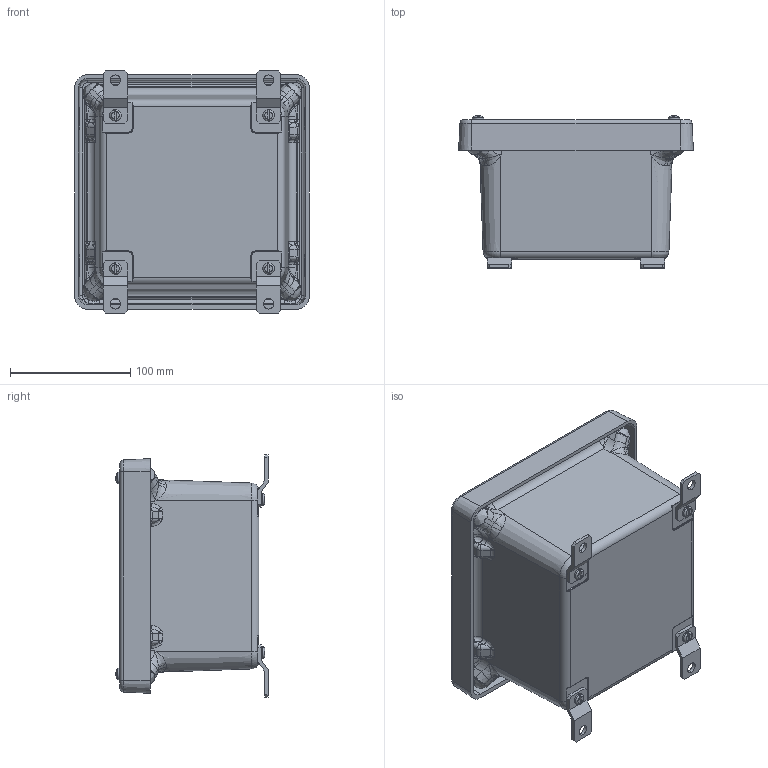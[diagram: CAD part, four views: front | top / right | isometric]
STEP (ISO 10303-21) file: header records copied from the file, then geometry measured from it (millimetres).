
FILE_DESCRIPTION (( 'STEP AP203' ), '1' );
FILE_NAME ('AM664.step', '2014-04-08T12:00:06', ( '' ), ( '' ), 'SwSTEP 2.0', 'SolidWorks 2014', '' );
FILE_SCHEMA (( 'CONFIG_CONTROL_DESIGN' ));
Length unit declared in the file: inch
Products named in the file (9): 70-60820-1; 55-1032516_PreviewCfg; AM664; 648026_PART; 688 D-40021_Thru hole cover; 55-1032342_PreviewCfg; 55-1032716_SL-PHMS 0.19-32x0.3125x0.3125-N; WFOOT; 70-006ORING
Assembly tree (23 placements, depth 2):
  AM664
    648026_PART
    688 D-40021_Thru hole cover
    55-1032342_PreviewCfg  x4
    55-1032716_SL-PHMS 0.19-32x0.3125x0.3125-N  x4
    WFOOT  x4
    70-006ORING  x4
    70-60820-1
    55-1032516_PreviewCfg  x4
Bounding box: 195.28 x 126.72 x 201.93 mm (x, y, z)
Volume: 621600.4 mm3; surface area: 351060.9 mm2
Topology: 23 solids, 23 shells, 1642 faces, 4005 edges, 2412 vertices
Faces by surface type: cylinder 492, plane 386, bspline 316, cone 290, torus 150, sphere 8
Entity records: 42558 total; most frequent: CARTESIAN_POINT 17759, ORIENTED_EDGE 5294, DIRECTION 4567, EDGE_CURVE 2647, AXIS2_PLACEMENT_3D 1844, VERTEX_POINT 1578, EDGE_LOOP 1177, ADVANCED_FACE 1120
